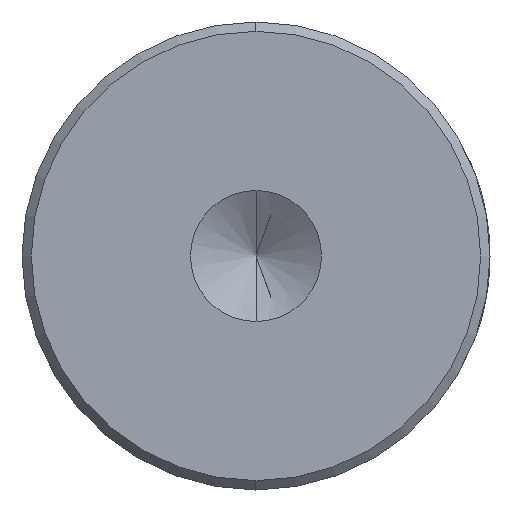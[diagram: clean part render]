
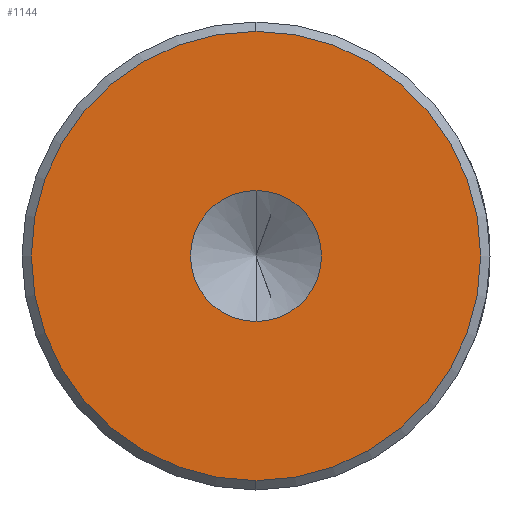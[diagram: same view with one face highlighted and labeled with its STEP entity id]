
A CAD part, left-side view. The second image highlights one B-rep face of the part: STEP entity #1144.
In plain terms, the highlighted planar face has unit normal (-1, 0, 0).
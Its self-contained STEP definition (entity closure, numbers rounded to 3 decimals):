
#28 = CARTESIAN_POINT ( 'NONE',  ( 0., 0., -12.001 ) ) ;
#43 = EDGE_LOOP ( 'NONE', ( #496, #879 ) ) ;
#60 = AXIS2_PLACEMENT_3D ( 'NONE', #834, #225, #928 ) ;
#81 = AXIS2_PLACEMENT_3D ( 'NONE', #913, #323, #1025 ) ;
#87 = ORIENTED_EDGE ( 'NONE', *, *, #740, .T. ) ;
#109 = CIRCLE ( 'NONE', #81, 3.5 ) ;
#129 = VERTEX_POINT ( 'NONE', #663 ) ;
#176 = CARTESIAN_POINT ( 'NONE',  ( 0., 0., 12.001 ) ) ;
#196 = VERTEX_POINT ( 'NONE', #176 ) ;
#221 = AXIS2_PLACEMENT_3D ( 'NONE', #337, #1035, #442 ) ;
#225 = DIRECTION ( 'NONE',  ( -1., 0., 0. ) ) ;
#257 = CARTESIAN_POINT ( 'NONE',  ( 0., 0., 0. ) ) ;
#302 = CIRCLE ( 'NONE', #221, 12.001 ) ;
#323 = DIRECTION ( 'NONE',  ( -1., 0., 0. ) ) ;
#337 = CARTESIAN_POINT ( 'NONE',  ( 0., 0., 0. ) ) ;
#442 = DIRECTION ( 'NONE',  ( 0., 0., 1. ) ) ;
#496 = ORIENTED_EDGE ( 'NONE', *, *, #682, .F. ) ;
#521 = ORIENTED_EDGE ( 'NONE', *, *, #908, .T. ) ;
#522 = CARTESIAN_POINT ( 'NONE',  ( 0., 0., 0. ) ) ;
#589 = AXIS2_PLACEMENT_3D ( 'NONE', #522, #1230, #628 ) ;
#628 = DIRECTION ( 'NONE',  ( 0., 0., 1. ) ) ;
#640 = CARTESIAN_POINT ( 'NONE',  ( 0., 0., -3.5 ) ) ;
#663 = CARTESIAN_POINT ( 'NONE',  ( 0., 0., 3.5 ) ) ;
#682 = EDGE_CURVE ( 'NONE', #129, #694, #109, .T. ) ;
#694 = VERTEX_POINT ( 'NONE', #640 ) ;
#720 = CIRCLE ( 'NONE', #60, 3.5 ) ;
#740 = EDGE_CURVE ( 'NONE', #1090, #196, #302, .T. ) ;
#759 = EDGE_LOOP ( 'NONE', ( #87, #521 ) ) ;
#816 = AXIS2_PLACEMENT_3D ( 'NONE', #257, #862, #1181 ) ;
#822 = FACE_OUTER_BOUND ( 'NONE', #759, .T. ) ;
#834 = CARTESIAN_POINT ( 'NONE',  ( 0., 0., 0. ) ) ;
#862 = DIRECTION ( 'NONE',  ( -1., 0., 0. ) ) ;
#879 = ORIENTED_EDGE ( 'NONE', *, *, #1022, .F. ) ;
#908 = EDGE_CURVE ( 'NONE', #196, #1090, #1295, .T. ) ;
#913 = CARTESIAN_POINT ( 'NONE',  ( 0., 0., 0. ) ) ;
#928 = DIRECTION ( 'NONE',  ( 0., 0., 1. ) ) ;
#1022 = EDGE_CURVE ( 'NONE', #694, #129, #720, .T. ) ;
#1025 = DIRECTION ( 'NONE',  ( 0., 0., 1. ) ) ;
#1035 = DIRECTION ( 'NONE',  ( -1., 0., 0. ) ) ;
#1063 = FACE_BOUND ( 'NONE', #43, .T. ) ;
#1070 = PLANE ( 'NONE',  #816 ) ;
#1090 = VERTEX_POINT ( 'NONE', #28 ) ;
#1144 = ADVANCED_FACE ( 'NONE', ( #822, #1063 ), #1070, .T. ) ;
#1181 = DIRECTION ( 'NONE',  ( 0., 0., 1. ) ) ;
#1230 = DIRECTION ( 'NONE',  ( -1., 0., 0. ) ) ;
#1295 = CIRCLE ( 'NONE', #589, 12.001 ) ;
